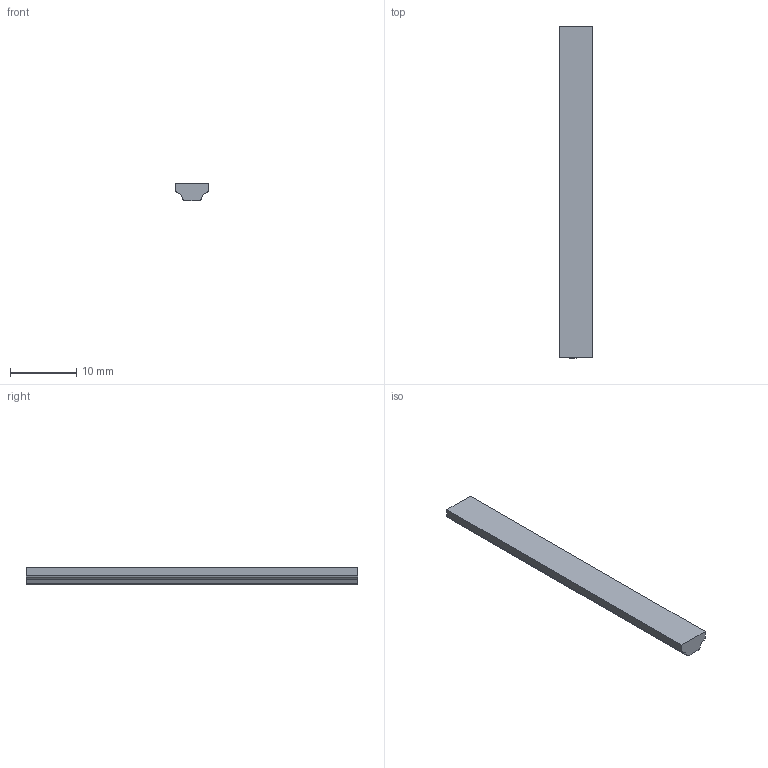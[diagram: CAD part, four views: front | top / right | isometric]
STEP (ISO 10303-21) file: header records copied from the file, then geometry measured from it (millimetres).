
FILE_DESCRIPTION(('STEP AP214'),'1');
FILE_NAME('cctmp_C0152B0A-10E5-4403-9038-D71DA5316361_2021_4_23_8_12_6_91..stp','2021-04-23T06:12:06',('Mulco-Europe EWIV'),('CADClick - www.CADClick.com'),'Spatial InterOp 3D',' ','unknown authorization');
FILE_SCHEMA(('AUTOMOTIVE_DESIGN'));
Length unit declared in the file: millimetre
Products named in the file (1): 2021_04_23__08-12-06-075
Bounding box: 5 x 50 x 2.7 mm (x, y, z)
Volume: 555.8 mm3; surface area: 728.7 mm2
Topology: 1 solids, 1 shells, 19 faces, 51 edges, 34 vertices
Faces by surface type: plane 15, cylinder 4
Entity records: 769 total; most frequent: CARTESIAN_POINT 105, ORIENTED_EDGE 102, DIRECTION 99, EDGE_CURVE 51, LINE 43, VECTOR 43, VERTEX_POINT 34, AXIS2_PLACEMENT_3D 28
